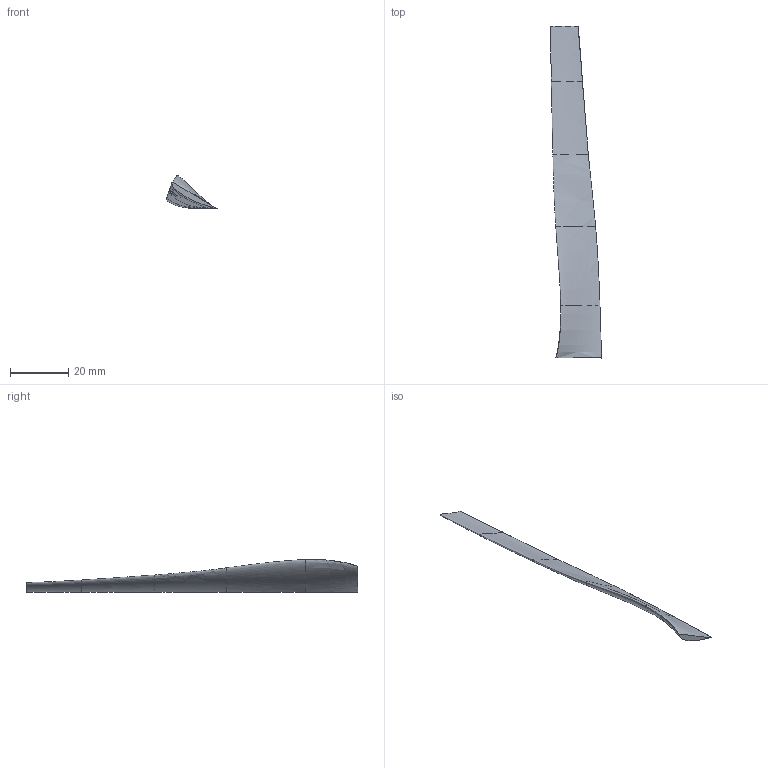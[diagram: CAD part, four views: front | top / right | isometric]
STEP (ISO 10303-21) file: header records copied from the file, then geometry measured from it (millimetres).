
FILE_DESCRIPTION(/* description */ (''),/* implementation_level */ '2;1');
FILE_NAME(/* name */ '10-6.2 32N 12k rpm.step',/* time_stamp */ '2025-06-21T13:37:43+05:30',/* author */ (''),/* organization */ (''),/* preprocessor_version */ 'ST-DEVELOPER v20.1',/* originating_system */ 'Autodesk Translation Framework v14.10.0.0',/* authorisation */ '');
FILE_SCHEMA (('AUTOMOTIVE_DESIGN { 1 0 10303 214 3 1 1 }'));
Length unit declared in the file: millimetre
Products named in the file (1): (Unsaved)
Bounding box: 17.45 x 114 x 11.33 mm (x, y, z)
Volume: 1788.2 mm3; surface area: 3432.9 mm2
Topology: 1 solids, 1 shells, 7 faces, 12 edges, 7 vertices
Faces by surface type: bspline 5, plane 2
Entity records: 17704 total; most frequent: CARTESIAN_POINT 17583, ORIENTED_EDGE 24, EDGE_CURVE 12, FACE_OUTER_BOUND 7, EDGE_LOOP 7, VERTEX_POINT 7, ADVANCED_FACE 7, DIRECTION 6
